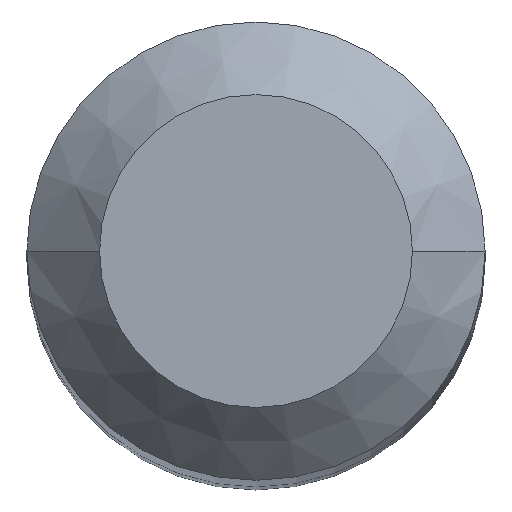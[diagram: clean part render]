
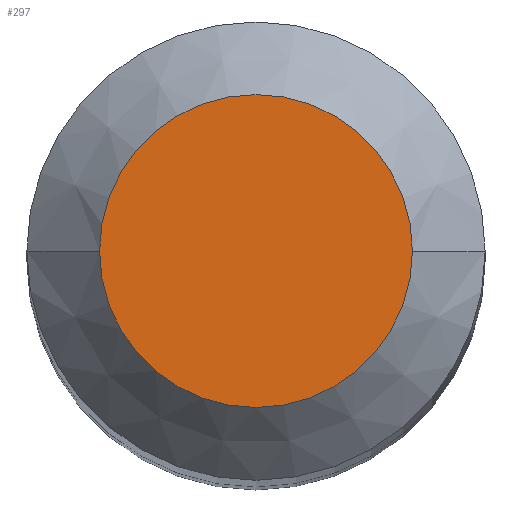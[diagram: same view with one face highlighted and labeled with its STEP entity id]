
A CAD part, top view. The second image highlights one B-rep face of the part: STEP entity #297.
In plain terms, the highlighted planar face has unit normal (0, 0, 1).
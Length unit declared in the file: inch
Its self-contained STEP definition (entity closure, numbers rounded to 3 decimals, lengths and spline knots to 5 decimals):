
#8 = EDGE_LOOP ( 'NONE', ( #17, #80 ) ) ;
#17 = ORIENTED_EDGE ( 'NONE', *, *, #74, .T. ) ;
#37 = CARTESIAN_POINT ( 'NONE',  ( -0.0672, 0., 0. ) ) ;
#58 = DIRECTION ( 'NONE',  ( 0., 0., -1. ) ) ;
#74 = EDGE_CURVE ( 'NONE', #371, #85, #100, .T. ) ;
#80 = ORIENTED_EDGE ( 'NONE', *, *, #141, .T. ) ;
#85 = VERTEX_POINT ( 'NONE', #248 ) ;
#91 = CARTESIAN_POINT ( 'NONE',  ( 0., 0., 0. ) ) ;
#100 = CIRCLE ( 'NONE', #250, 0.0672 ) ;
#127 = CARTESIAN_POINT ( 'NONE',  ( 0., 0., 0. ) ) ;
#141 = EDGE_CURVE ( 'NONE', #85, #371, #354, .T. ) ;
#160 = DIRECTION ( 'NONE',  ( 0., 0., 1. ) ) ;
#180 = DIRECTION ( 'NONE',  ( 1., 0., 0. ) ) ;
#207 = DIRECTION ( 'NONE',  ( -1., 0., 0. ) ) ;
#230 = AXIS2_PLACEMENT_3D ( 'NONE', #91, #160, #180 ) ;
#243 = DIRECTION ( 'NONE',  ( 0., 0., 1. ) ) ;
#248 = CARTESIAN_POINT ( 'NONE',  ( 0.0672, 0., 0. ) ) ;
#249 = AXIS2_PLACEMENT_3D ( 'NONE', #333, #58, #207 ) ;
#250 = AXIS2_PLACEMENT_3D ( 'NONE', #127, #243, #367 ) ;
#297 = ADVANCED_FACE ( 'NONE', ( #331 ), #368, .F. ) ;
#331 = FACE_OUTER_BOUND ( 'NONE', #8, .T. ) ;
#333 = CARTESIAN_POINT ( 'NONE',  ( 0., 0., 0. ) ) ;
#354 = CIRCLE ( 'NONE', #230, 0.0672 ) ;
#367 = DIRECTION ( 'NONE',  ( 1., 0., 0. ) ) ;
#368 = PLANE ( 'NONE',  #249 ) ;
#371 = VERTEX_POINT ( 'NONE', #37 ) ;
